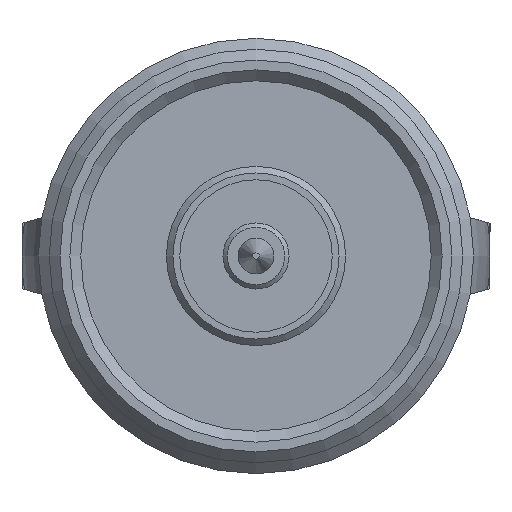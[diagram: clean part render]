
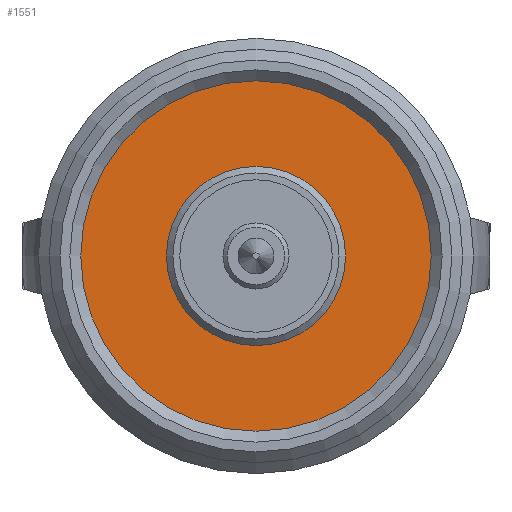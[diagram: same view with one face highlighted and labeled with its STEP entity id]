
A CAD part, front view. The second image highlights one B-rep face of the part: STEP entity #1551.
In plain terms, the highlighted planar face has unit normal (0, -1, 0).
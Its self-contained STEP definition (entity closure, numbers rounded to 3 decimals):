
#162 = EDGE_LOOP ( 'NONE', ( #1593 ) ) ;
#184 = FACE_BOUND ( 'NONE', #811, .T. ) ;
#260 = CIRCLE ( 'NONE', #1654, 8.25 ) ;
#294 = FACE_OUTER_BOUND ( 'NONE', #162, .T. ) ;
#344 = EDGE_CURVE ( 'NONE', #1852, #1852, #260, .T. ) ;
#425 = ORIENTED_EDGE ( 'NONE', *, *, #1744, .T. ) ;
#432 = CIRCLE ( 'NONE', #1213, 4.115 ) ;
#601 = VERTEX_POINT ( 'NONE', #1111 ) ;
#785 = DIRECTION ( 'NONE',  ( 0., 0., 1. ) ) ;
#788 = DIRECTION ( 'NONE',  ( 0., 1., 0. ) ) ;
#811 = EDGE_LOOP ( 'NONE', ( #425 ) ) ;
#1070 = CARTESIAN_POINT ( 'NONE',  ( 0., -39.5, 0. ) ) ;
#1111 = CARTESIAN_POINT ( 'NONE',  ( 0., -39.5, 4.115 ) ) ;
#1171 = CARTESIAN_POINT ( 'NONE',  ( 0., -39.5, 8.25 ) ) ;
#1213 = AXIS2_PLACEMENT_3D ( 'NONE', #1479, #1477, #1476 ) ;
#1263 = AXIS2_PLACEMENT_3D ( 'NONE', #1747, #1746, #1739 ) ;
#1476 = DIRECTION ( 'NONE',  ( 0., 0., 1. ) ) ;
#1477 = DIRECTION ( 'NONE',  ( 0., 1., 0. ) ) ;
#1479 = CARTESIAN_POINT ( 'NONE',  ( 0., -39.5, 0. ) ) ;
#1551 = ADVANCED_FACE ( 'NONE', ( #294, #184 ), #1775, .F. ) ;
#1593 = ORIENTED_EDGE ( 'NONE', *, *, #344, .F. ) ;
#1654 = AXIS2_PLACEMENT_3D ( 'NONE', #1070, #788, #785 ) ;
#1739 = DIRECTION ( 'NONE',  ( 0., 0., 1. ) ) ;
#1744 = EDGE_CURVE ( 'NONE', #601, #601, #432, .T. ) ;
#1746 = DIRECTION ( 'NONE',  ( 0., 1., 0. ) ) ;
#1747 = CARTESIAN_POINT ( 'NONE',  ( 4.115, -39.5, 0. ) ) ;
#1775 = PLANE ( 'NONE',  #1263 ) ;
#1852 = VERTEX_POINT ( 'NONE', #1171 ) ;
